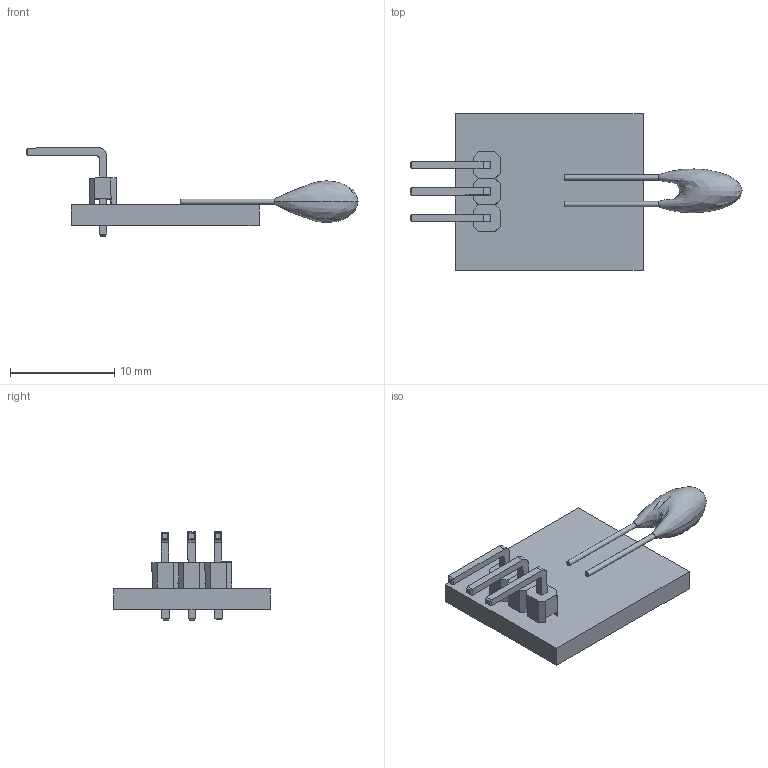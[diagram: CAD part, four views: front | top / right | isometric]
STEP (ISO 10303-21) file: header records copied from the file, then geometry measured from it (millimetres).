
FILE_DESCRIPTION(/* description */ (''),/* implementation_level */ '2;1');
FILE_NAME(/* name */ 'KY-013.stp',/* time_stamp */ '2018-09-17T13:01:21+04:00',/* author */ ('User'),/* organization */ (''),/* preprocessor_version */ 'ST-DEVELOPER v16.13',/* originating_system */ 'Autodesk Inventor 2018',/* authorisation */ '');
FILE_SCHEMA (('AUTOMOTIVE_DESIGN { 1 0 10303 214 3 1 1 }'));
Length unit declared in the file: millimetre
Products named in the file (4): KY-013; board; User Library-PLS-3R; Vishay Intertechnology-NTCLE203E3202SB0 2k Thermistor 2-Point Radial 
Leaded Automotive Grade Vishay
Assembly tree (3 placements, depth 2):
  KY-013
    board
    User Library-PLS-3R
    Vishay Intertechnology-NTCLE203E3202SB0 2k Thermistor 2-Point Radial 
Leaded Automotive Grade Vishay
Bounding box: 31.83 x 15 x 8.49 mm (x, y, z)
Volume: 662.4 mm3; surface area: 1037.9 mm2
Topology: 7 solids, 7 shells, 127 faces, 290 edges, 183 vertices
Faces by surface type: plane 114, cylinder 11, bspline 2
Full cylindrical faces by diameter (mm): 0.5 x2, 1 x3
Entity records: 4806 total; most frequent: CARTESIAN_POINT 1767, ORIENTED_EDGE 560, DIRECTION 560, EDGE_CURVE 280, LINE 252, VECTOR 252, VERTEX_POINT 178, AXIS2_PLACEMENT_3D 154
